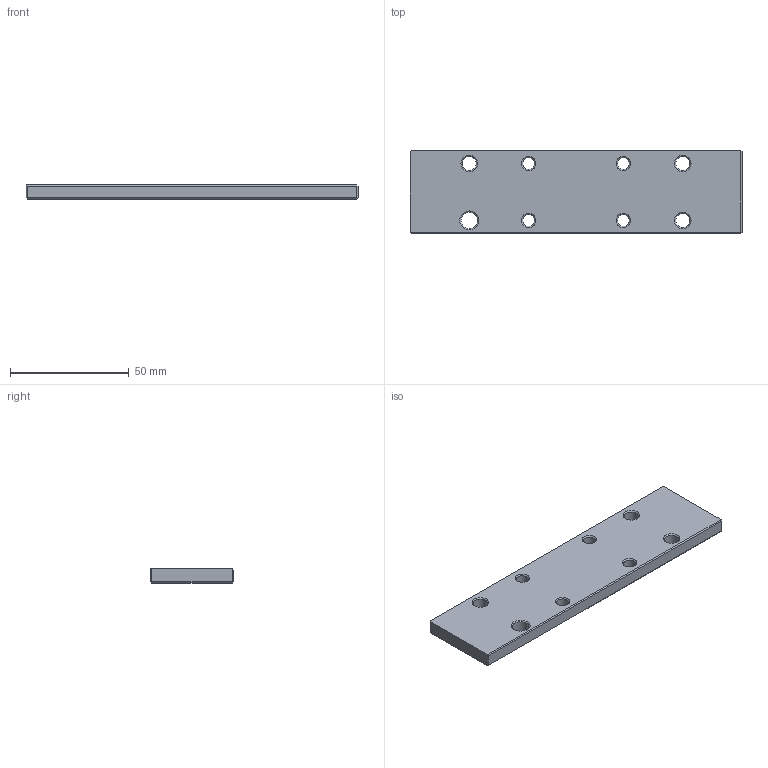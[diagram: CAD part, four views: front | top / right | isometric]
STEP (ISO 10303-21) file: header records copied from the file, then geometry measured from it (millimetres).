
FILE_DESCRIPTION(/* description */ (''),/* implementation_level */ '2;1');
FILE_NAME(/* name */ 'X motor reinforcement plate.step',/* time_stamp */ '2020-04-14T16:45:37+01:00',/* author */ (''),/* organization */ (''),/* preprocessor_version */ 'ST-DEVELOPER v18.1',/* originating_system */ 'Autodesk Translation Framework v9.2.0.1227',/* authorisation */ '');
FILE_SCHEMA (('AUTOMOTIVE_DESIGN { 1 0 10303 214 3 1 1 }'));
Length unit declared in the file: millimetre
Products named in the file (1): X motor reinforcement plate
Bounding box: 140 x 35 x 6 mm (x, y, z)
Volume: 28083.4 mm3; surface area: 12105.4 mm2
Topology: 1 solids, 1 shells, 44 faces, 96 edges, 54 vertices
Faces by surface type: plane 20, cone 16, cylinder 8
Full cylindrical faces by diameter (mm): 5 x4, 6 x3, 7 x1
Entity records: 1244 total; most frequent: DIRECTION 218, CARTESIAN_POINT 195, ORIENTED_EDGE 192, EDGE_CURVE 96, AXIS2_PLACEMENT_3D 77, LINE 64, VECTOR 64, EDGE_LOOP 60
